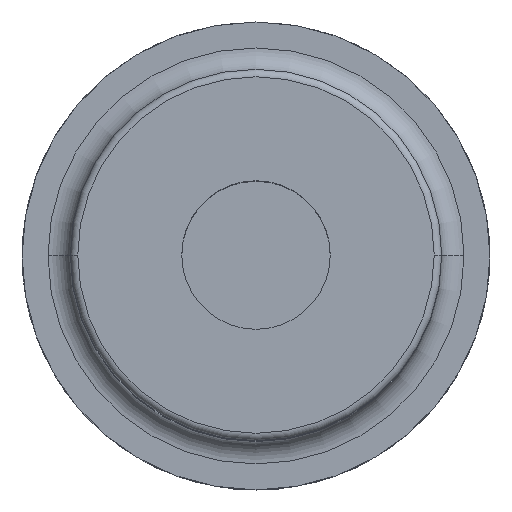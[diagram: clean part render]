
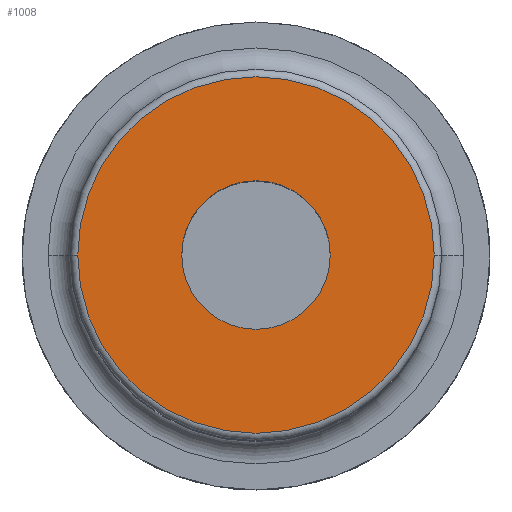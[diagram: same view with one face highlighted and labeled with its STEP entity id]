
A CAD part, top view. The second image highlights one B-rep face of the part: STEP entity #1008.
In plain terms, the highlighted planar face has unit normal (0, 0, 1).
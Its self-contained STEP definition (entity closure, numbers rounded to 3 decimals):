
#12 = CARTESIAN_POINT ( 'NONE',  ( 0., 0., 100. ) ) ;
#16 = DIRECTION ( 'NONE',  ( 0., 0., 1. ) ) ;
#56 = PLANE ( 'NONE',  #821 ) ;
#64 = ORIENTED_EDGE ( 'NONE', *, *, #771, .F. ) ;
#106 = VERTEX_POINT ( 'NONE', #1075 ) ;
#119 = EDGE_CURVE ( 'NONE', #397, #106, #1196, .T. ) ;
#150 = CARTESIAN_POINT ( 'NONE',  ( 24., 0., 100. ) ) ;
#263 = DIRECTION ( 'NONE',  ( -1., 0., 0. ) ) ;
#275 = CARTESIAN_POINT ( 'NONE',  ( 0., 0., 100. ) ) ;
#285 = DIRECTION ( 'NONE',  ( 1., 0., 0. ) ) ;
#358 = FACE_OUTER_BOUND ( 'NONE', #1526, .T. ) ;
#395 = CARTESIAN_POINT ( 'NONE',  ( 0., 0., 100. ) ) ;
#397 = VERTEX_POINT ( 'NONE', #1258 ) ;
#401 = DIRECTION ( 'NONE',  ( -1., 0., 0. ) ) ;
#421 = DIRECTION ( 'NONE',  ( 0., 0., 1. ) ) ;
#449 = EDGE_CURVE ( 'NONE', #106, #397, #606, .T. ) ;
#489 = AXIS2_PLACEMENT_3D ( 'NONE', #395, #1368, #401 ) ;
#542 = DIRECTION ( 'NONE',  ( 0., 0., -1. ) ) ;
#606 = CIRCLE ( 'NONE', #808, 10. ) ;
#609 = DIRECTION ( 'NONE',  ( 1., 0., 0. ) ) ;
#764 = CARTESIAN_POINT ( 'NONE',  ( 0., 24., 100. ) ) ;
#771 = EDGE_CURVE ( 'NONE', #1520, #1622, #1366, .T. ) ;
#808 = AXIS2_PLACEMENT_3D ( 'NONE', #1002, #421, #1151 ) ;
#821 = AXIS2_PLACEMENT_3D ( 'NONE', #764, #1177, #609 ) ;
#828 = EDGE_CURVE ( 'NONE', #1622, #1520, #850, .T. ) ;
#850 = CIRCLE ( 'NONE', #489, 24. ) ;
#1002 = CARTESIAN_POINT ( 'NONE',  ( 0., 0., 100. ) ) ;
#1008 = ADVANCED_FACE ( 'NONE', ( #1743, #358 ), #56, .T. ) ;
#1075 = CARTESIAN_POINT ( 'NONE',  ( 0., 10., 100. ) ) ;
#1151 = DIRECTION ( 'NONE',  ( 1., 0., 0. ) ) ;
#1177 = DIRECTION ( 'NONE',  ( 0., 0., 1. ) ) ;
#1196 = CIRCLE ( 'NONE', #1692, 10. ) ;
#1207 = ORIENTED_EDGE ( 'NONE', *, *, #828, .F. ) ;
#1258 = CARTESIAN_POINT ( 'NONE',  ( 0., -10., 100. ) ) ;
#1340 = AXIS2_PLACEMENT_3D ( 'NONE', #12, #542, #263 ) ;
#1366 = CIRCLE ( 'NONE', #1340, 24. ) ;
#1368 = DIRECTION ( 'NONE',  ( 0., 0., -1. ) ) ;
#1394 = ORIENTED_EDGE ( 'NONE', *, *, #449, .F. ) ;
#1520 = VERTEX_POINT ( 'NONE', #150 ) ;
#1526 = EDGE_LOOP ( 'NONE', ( #1207, #64 ) ) ;
#1603 = ORIENTED_EDGE ( 'NONE', *, *, #119, .F. ) ;
#1622 = VERTEX_POINT ( 'NONE', #1642 ) ;
#1642 = CARTESIAN_POINT ( 'NONE',  ( -24., 0., 100. ) ) ;
#1658 = EDGE_LOOP ( 'NONE', ( #1394, #1603 ) ) ;
#1692 = AXIS2_PLACEMENT_3D ( 'NONE', #275, #16, #285 ) ;
#1743 = FACE_BOUND ( 'NONE', #1658, .T. ) ;
